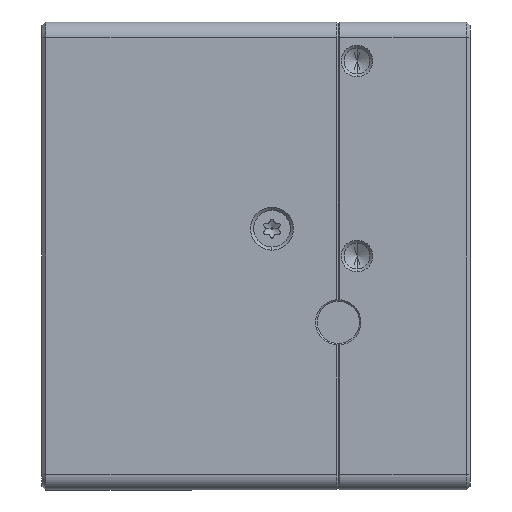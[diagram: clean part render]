
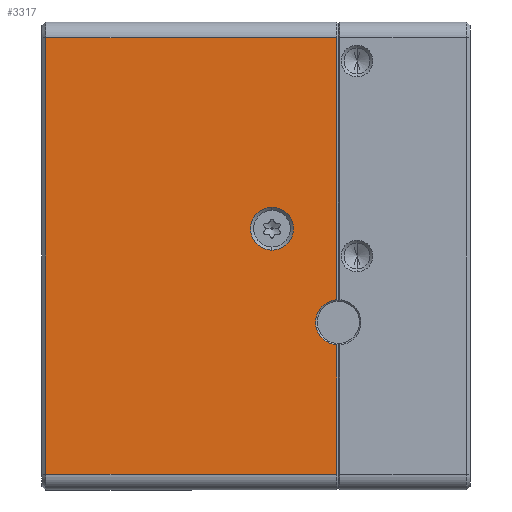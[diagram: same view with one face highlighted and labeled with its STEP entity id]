
A CAD part, left-side view. The second image highlights one B-rep face of the part: STEP entity #3317.
In plain terms, the highlighted planar face has unit normal (-1, 0, 0).
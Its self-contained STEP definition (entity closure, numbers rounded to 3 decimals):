
#44 = PLANE ( 'NONE',  #7134 ) ;
#63 = DIRECTION ( 'NONE',  ( -1., 0., 0. ) ) ;
#303 = AXIS2_PLACEMENT_3D ( 'NONE', #4004, #513, #3182 ) ;
#406 = EDGE_CURVE ( 'NONE', #6477, #1303, #2395, .T. ) ;
#489 = VERTEX_POINT ( 'NONE', #4218 ) ;
#513 = DIRECTION ( 'NONE',  ( -1., 0., 0. ) ) ;
#562 = EDGE_CURVE ( 'NONE', #610, #2812, #4592, .T. ) ;
#610 = VERTEX_POINT ( 'NONE', #7105 ) ;
#1025 = EDGE_CURVE ( 'NONE', #489, #5643, #7389, .T. ) ;
#1055 = DIRECTION ( 'NONE',  ( 0., 0., 1. ) ) ;
#1205 = DIRECTION ( 'NONE',  ( 0., 0., -1. ) ) ;
#1254 = AXIS2_PLACEMENT_3D ( 'NONE', #2192, #63, #4768 ) ;
#1303 = VERTEX_POINT ( 'NONE', #5723 ) ;
#1574 = ORIENTED_EDGE ( 'NONE', *, *, #3385, .T. ) ;
#1967 = VERTEX_POINT ( 'NONE', #4232 ) ;
#2104 = ORIENTED_EDGE ( 'NONE', *, *, #4779, .T. ) ;
#2192 = CARTESIAN_POINT ( 'NONE',  ( -17.5, 23.4, 3.5 ) ) ;
#2395 = LINE ( 'NONE', #5875, #7639 ) ;
#2526 = CARTESIAN_POINT ( 'NONE',  ( -17.5, 52.4, -28. ) ) ;
#2544 = DIRECTION ( 'NONE',  ( 0., 1., 0. ) ) ;
#2577 = DIRECTION ( 'NONE',  ( 0., 0., 1. ) ) ;
#2718 = ORIENTED_EDGE ( 'NONE', *, *, #562, .T. ) ;
#2812 = VERTEX_POINT ( 'NONE', #7741 ) ;
#2988 = DIRECTION ( 'NONE',  ( 1., 0., 0. ) ) ;
#3162 = EDGE_CURVE ( 'NONE', #2812, #5055, #8445, .T. ) ;
#3182 = DIRECTION ( 'NONE',  ( 0., 0., 1. ) ) ;
#3265 = AXIS2_PLACEMENT_3D ( 'NONE', #3735, #2988, #6242 ) ;
#3317 = ADVANCED_FACE ( 'NONE', ( #7462, #5548 ), #44, .F. ) ;
#3385 = EDGE_CURVE ( 'NONE', #1967, #610, #7026, .T. ) ;
#3443 = CARTESIAN_POINT ( 'NONE',  ( -17.5, 23.4, 6.25 ) ) ;
#3457 = ORIENTED_EDGE ( 'NONE', *, *, #1025, .F. ) ;
#3603 = DIRECTION ( 'NONE',  ( 0., -1., 0. ) ) ;
#3625 = EDGE_LOOP ( 'NONE', ( #4538, #7370, #2104, #1574, #2718, #4013 ) ) ;
#3735 = CARTESIAN_POINT ( 'NONE',  ( -17.5, 14.9, -8.5 ) ) ;
#4004 = CARTESIAN_POINT ( 'NONE',  ( -17.5, 23.4, 3.5 ) ) ;
#4013 = ORIENTED_EDGE ( 'NONE', *, *, #3162, .T. ) ;
#4218 = CARTESIAN_POINT ( 'NONE',  ( -17.5, 23.4, 0.75 ) ) ;
#4232 = CARTESIAN_POINT ( 'NONE',  ( -17.5, 15.1, -5.607 ) ) ;
#4337 = VECTOR ( 'NONE', #2544, 1000. ) ;
#4371 = CIRCLE ( 'NONE', #3265, 2.9 ) ;
#4538 = ORIENTED_EDGE ( 'NONE', *, *, #5693, .T. ) ;
#4592 = LINE ( 'NONE', #6576, #4337 ) ;
#4768 = DIRECTION ( 'NONE',  ( 0., 0., 1. ) ) ;
#4779 = EDGE_CURVE ( 'NONE', #1303, #1967, #4371, .T. ) ;
#4903 = CARTESIAN_POINT ( 'NONE',  ( -17.5, 52.9, 30. ) ) ;
#5055 = VERTEX_POINT ( 'NONE', #6156 ) ;
#5548 = FACE_BOUND ( 'NONE', #6080, .T. ) ;
#5586 = DIRECTION ( 'NONE',  ( 1., 0., 0. ) ) ;
#5643 = VERTEX_POINT ( 'NONE', #3443 ) ;
#5693 = EDGE_CURVE ( 'NONE', #5055, #6477, #7584, .T. ) ;
#5719 = CARTESIAN_POINT ( 'NONE',  ( -17.5, 15.1, 30. ) ) ;
#5723 = CARTESIAN_POINT ( 'NONE',  ( -17.5, 15.1, -11.393 ) ) ;
#5848 = CIRCLE ( 'NONE', #1254, 2.75 ) ;
#5875 = CARTESIAN_POINT ( 'NONE',  ( -17.5, 15.1, 30. ) ) ;
#6080 = EDGE_LOOP ( 'NONE', ( #6948, #3457 ) ) ;
#6156 = CARTESIAN_POINT ( 'NONE',  ( -17.5, 52.4, -28. ) ) ;
#6242 = DIRECTION ( 'NONE',  ( 0., 0., -1. ) ) ;
#6336 = EDGE_CURVE ( 'NONE', #5643, #489, #5848, .T. ) ;
#6477 = VERTEX_POINT ( 'NONE', #7057 ) ;
#6576 = CARTESIAN_POINT ( 'NONE',  ( -17.5, 52.9, 28. ) ) ;
#6948 = ORIENTED_EDGE ( 'NONE', *, *, #6336, .F. ) ;
#7026 = LINE ( 'NONE', #5719, #7542 ) ;
#7057 = CARTESIAN_POINT ( 'NONE',  ( -17.5, 15.1, -28. ) ) ;
#7105 = CARTESIAN_POINT ( 'NONE',  ( -17.5, 15.1, 28. ) ) ;
#7134 = AXIS2_PLACEMENT_3D ( 'NONE', #4903, #5586, #8344 ) ;
#7223 = VECTOR ( 'NONE', #3603, 1000. ) ;
#7370 = ORIENTED_EDGE ( 'NONE', *, *, #406, .T. ) ;
#7389 = CIRCLE ( 'NONE', #303, 2.75 ) ;
#7462 = FACE_OUTER_BOUND ( 'NONE', #3625, .T. ) ;
#7542 = VECTOR ( 'NONE', #1055, 1000. ) ;
#7584 = LINE ( 'NONE', #7674, #7223 ) ;
#7639 = VECTOR ( 'NONE', #2577, 1000. ) ;
#7674 = CARTESIAN_POINT ( 'NONE',  ( -17.5, 52.9, -28. ) ) ;
#7741 = CARTESIAN_POINT ( 'NONE',  ( -17.5, 52.4, 28. ) ) ;
#8020 = VECTOR ( 'NONE', #1205, 1000. ) ;
#8344 = DIRECTION ( 'NONE',  ( 0., 0., -1. ) ) ;
#8445 = LINE ( 'NONE', #2526, #8020 ) ;
